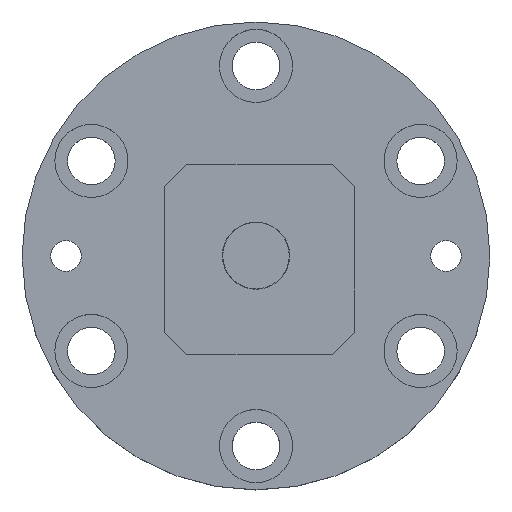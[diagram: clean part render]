
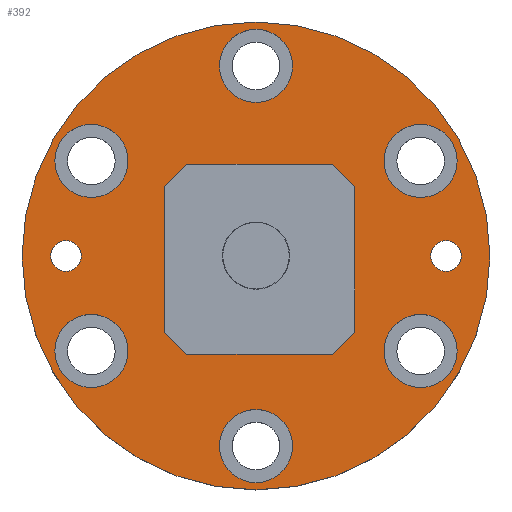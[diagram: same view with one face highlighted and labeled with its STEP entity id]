
A CAD part, top view. The second image highlights one B-rep face of the part: STEP entity #392.
In plain terms, the highlighted planar face has unit normal (0, 0, 1).
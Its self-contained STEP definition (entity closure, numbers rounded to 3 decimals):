
#392=ADVANCED_FACE('',(#847,#848,#849,#850,#851,#852,#853,#854,#855,#856),#857,.T.);
#847=FACE_BOUND('',#1399,.T.);
#848=FACE_BOUND('',#1400,.T.);
#849=FACE_BOUND('',#1401,.T.);
#850=FACE_BOUND('',#1402,.T.);
#851=FACE_BOUND('',#1403,.T.);
#852=FACE_BOUND('',#1404,.T.);
#853=FACE_BOUND('',#1405,.T.);
#854=FACE_OUTER_BOUND('',#1406,.T.);
#855=FACE_BOUND('',#1407,.T.);
#856=FACE_BOUND('',#1408,.T.);
#857=PLANE('',#1409);
#1399=EDGE_LOOP('',(#2359,#2360));
#1400=EDGE_LOOP('',(#2361,#2362));
#1401=EDGE_LOOP('',(#2363,#2364));
#1402=EDGE_LOOP('',(#2365,#2366));
#1403=EDGE_LOOP('',(#2367,#2368));
#1404=EDGE_LOOP('',(#2369,#2370));
#1405=EDGE_LOOP('',(#2371,#2372));
#1406=EDGE_LOOP('',(#2373,#2374));
#1407=EDGE_LOOP('',(#2375,#2376));
#1408=EDGE_LOOP('',(#2377,#2378));
#1409=AXIS2_PLACEMENT_3D('',#2379,#2380,#2381);
#2359=ORIENTED_EDGE('',*,*,#3228,.F.);
#2360=ORIENTED_EDGE('',*,*,#3226,.F.);
#2361=ORIENTED_EDGE('',*,*,#3147,.T.);
#2362=ORIENTED_EDGE('',*,*,#3283,.T.);
#2363=ORIENTED_EDGE('',*,*,#3137,.T.);
#2364=ORIENTED_EDGE('',*,*,#3284,.T.);
#2365=ORIENTED_EDGE('',*,*,#3127,.T.);
#2366=ORIENTED_EDGE('',*,*,#3285,.T.);
#2367=ORIENTED_EDGE('',*,*,#3117,.T.);
#2368=ORIENTED_EDGE('',*,*,#3286,.T.);
#2369=ORIENTED_EDGE('',*,*,#3107,.T.);
#2370=ORIENTED_EDGE('',*,*,#3287,.T.);
#2371=ORIENTED_EDGE('',*,*,#3097,.T.);
#2372=ORIENTED_EDGE('',*,*,#3288,.T.);
#2373=ORIENTED_EDGE('',*,*,#3074,.T.);
#2374=ORIENTED_EDGE('',*,*,#3289,.T.);
#2375=ORIENTED_EDGE('',*,*,#3152,.T.);
#2376=ORIENTED_EDGE('',*,*,#3281,.T.);
#2377=ORIENTED_EDGE('',*,*,#3157,.T.);
#2378=ORIENTED_EDGE('',*,*,#3278,.T.);
#2379=CARTESIAN_POINT('',(-45.575,0.0,0.0));
#2380=DIRECTION('',(0.0,0.0,1.0));
#2381=DIRECTION('',(-1.0,0.0,0.0));
#3074=EDGE_CURVE('',#3626,#3630,#3632,.T.);
#3097=EDGE_CURVE('',#3673,#3670,#3674,.T.);
#3107=EDGE_CURVE('',#3691,#3688,#3692,.T.);
#3117=EDGE_CURVE('',#3709,#3706,#3710,.T.);
#3127=EDGE_CURVE('',#3727,#3724,#3728,.T.);
#3137=EDGE_CURVE('',#3745,#3742,#3746,.T.);
#3147=EDGE_CURVE('',#3763,#3760,#3764,.T.);
#3152=EDGE_CURVE('',#3772,#3769,#3773,.T.);
#3157=EDGE_CURVE('',#3781,#3778,#3782,.T.);
#3226=EDGE_CURVE('',#3898,#3894,#3900,.T.);
#3228=EDGE_CURVE('',#3894,#3898,#3902,.T.);
#3278=EDGE_CURVE('',#3778,#3781,#3953,.T.);
#3281=EDGE_CURVE('',#3769,#3772,#3956,.T.);
#3283=EDGE_CURVE('',#3760,#3763,#3958,.T.);
#3284=EDGE_CURVE('',#3742,#3745,#3959,.T.);
#3285=EDGE_CURVE('',#3724,#3727,#3960,.T.);
#3286=EDGE_CURVE('',#3706,#3709,#3961,.T.);
#3287=EDGE_CURVE('',#3688,#3691,#3962,.T.);
#3288=EDGE_CURVE('',#3670,#3673,#3963,.T.);
#3289=EDGE_CURVE('',#3630,#3626,#3964,.T.);
#3626=VERTEX_POINT('',#4389);
#3630=VERTEX_POINT('',#4394);
#3632=CIRCLE('',#4397,64.0);
#3670=VERTEX_POINT('',#4443);
#3673=VERTEX_POINT('',#4447);
#3674=CIRCLE('',#4448,10.0);
#3688=VERTEX_POINT('',#4465);
#3691=VERTEX_POINT('',#4469);
#3692=CIRCLE('',#4470,10.0);
#3706=VERTEX_POINT('',#4487);
#3709=VERTEX_POINT('',#4491);
#3710=CIRCLE('',#4492,10.0);
#3724=VERTEX_POINT('',#4509);
#3727=VERTEX_POINT('',#4513);
#3728=CIRCLE('',#4514,10.0);
#3742=VERTEX_POINT('',#4531);
#3745=VERTEX_POINT('',#4535);
#3746=CIRCLE('',#4536,10.0);
#3760=VERTEX_POINT('',#4553);
#3763=VERTEX_POINT('',#4557);
#3764=CIRCLE('',#4558,10.0);
#3769=VERTEX_POINT('',#4564);
#3772=VERTEX_POINT('',#4568);
#3773=CIRCLE('',#4569,4.19);
#3778=VERTEX_POINT('',#4575);
#3781=VERTEX_POINT('',#4579);
#3782=CIRCLE('',#4580,4.19);
#3894=VERTEX_POINT('',#4721);
#3898=VERTEX_POINT('',#4726);
#3900=CIRCLE('',#4729,11.0);
#3902=CIRCLE('',#4731,11.0);
#3953=CIRCLE('',#4782,4.19);
#3956=CIRCLE('',#4785,4.19);
#3958=CIRCLE('',#4787,10.0);
#3959=CIRCLE('',#4788,10.0);
#3960=CIRCLE('',#4789,10.0);
#3961=CIRCLE('',#4790,10.0);
#3962=CIRCLE('',#4791,10.0);
#3963=CIRCLE('',#4792,10.0);
#3964=CIRCLE('',#4793,64.0);
#4389=CARTESIAN_POINT('',(-64.0,0.0,0.0));
#4394=CARTESIAN_POINT('',(64.0,0.,0.0));
#4397=AXIS2_PLACEMENT_3D('',#5271,#5272,#5273);
#4443=CARTESIAN_POINT('',(-50.033,17.34,0.0));
#4447=CARTESIAN_POINT('',(-40.033,34.66,0.0));
#4448=AXIS2_PLACEMENT_3D('',#5307,#5308,#5309);
#4465=CARTESIAN_POINT('',(-40.033,-34.66,0.0));
#4469=CARTESIAN_POINT('',(-50.033,-17.34,0.0));
#4470=AXIS2_PLACEMENT_3D('',#5323,#5324,#5325);
#4487=CARTESIAN_POINT('',(10.,-52.,0.0));
#4491=CARTESIAN_POINT('',(-10.0,-52.,0.0));
#4492=AXIS2_PLACEMENT_3D('',#5339,#5340,#5341);
#4509=CARTESIAN_POINT('',(50.033,-17.34,0.0));
#4513=CARTESIAN_POINT('',(40.033,-34.66,0.0));
#4514=AXIS2_PLACEMENT_3D('',#5355,#5356,#5357);
#4531=CARTESIAN_POINT('',(40.033,34.66,0.0));
#4535=CARTESIAN_POINT('',(50.033,17.34,0.0));
#4536=AXIS2_PLACEMENT_3D('',#5371,#5372,#5373);
#4553=CARTESIAN_POINT('',(-10.0,52.,0.0));
#4557=CARTESIAN_POINT('',(10.0,52.,0.0));
#4558=AXIS2_PLACEMENT_3D('',#5387,#5388,#5389);
#4564=CARTESIAN_POINT('',(-56.19,0.,0.0));
#4568=CARTESIAN_POINT('',(-47.81,0.,0.0));
#4569=AXIS2_PLACEMENT_3D('',#5395,#5396,#5397);
#4575=CARTESIAN_POINT('',(56.19,0.,0.0));
#4579=CARTESIAN_POINT('',(47.81,0.,0.0));
#4580=AXIS2_PLACEMENT_3D('',#5403,#5404,#5405);
#4721=CARTESIAN_POINT('',(0.0,-11.0,0.0));
#4726=CARTESIAN_POINT('',(0.,11.0,0.0));
#4729=AXIS2_PLACEMENT_3D('',#5503,#5504,#5505);
#4731=AXIS2_PLACEMENT_3D('',#5506,#5507,#5508);
#4782=AXIS2_PLACEMENT_3D('',#5587,#5588,#5589);
#4785=AXIS2_PLACEMENT_3D('',#5593,#5594,#5595);
#4787=AXIS2_PLACEMENT_3D('',#5596,#5597,#5598);
#4788=AXIS2_PLACEMENT_3D('',#5599,#5600,#5601);
#4789=AXIS2_PLACEMENT_3D('',#5602,#5603,#5604);
#4790=AXIS2_PLACEMENT_3D('',#5605,#5606,#5607);
#4791=AXIS2_PLACEMENT_3D('',#5608,#5609,#5610);
#4792=AXIS2_PLACEMENT_3D('',#5611,#5612,#5613);
#4793=AXIS2_PLACEMENT_3D('',#5614,#5615,#5616);
#5271=CARTESIAN_POINT('',(0.0,0.0,0.0));
#5272=DIRECTION('',(0.0,0.0,1.0));
#5273=DIRECTION('',(-1.0,0.0,0.0));
#5307=CARTESIAN_POINT('',(-45.033,26.0,0.0));
#5308=DIRECTION('',(-0.0,0.0,-1.0));
#5309=DIRECTION('',(-0.5,-0.866,0.0));
#5323=CARTESIAN_POINT('',(-45.033,-26.0,0.0));
#5324=DIRECTION('',(0.0,-0.0,-1.0));
#5325=DIRECTION('',(0.5,-0.866,0.0));
#5339=CARTESIAN_POINT('',(0.,-52.0,0.0));
#5340=DIRECTION('',(0.0,0.0,-1.0));
#5341=DIRECTION('',(1.0,0.,0.0));
#5355=CARTESIAN_POINT('',(45.033,-26.0,0.0));
#5356=DIRECTION('',(0.0,0.0,-1.0));
#5357=DIRECTION('',(0.5,0.866,0.0));
#5371=CARTESIAN_POINT('',(45.033,26.0,0.0));
#5372=DIRECTION('',(-0.0,0.0,-1.0));
#5373=DIRECTION('',(-0.5,0.866,0.0));
#5387=CARTESIAN_POINT('',(0.0,52.0,0.0));
#5388=DIRECTION('',(-0.0,0.0,-1.0));
#5389=DIRECTION('',(-1.0,0.,0.0));
#5395=CARTESIAN_POINT('',(-52.0,0.0,0.0));
#5396=DIRECTION('',(-0.0,0.0,-1.0));
#5397=DIRECTION('',(-1.0,0.,0.0));
#5403=CARTESIAN_POINT('',(52.0,0.,0.0));
#5404=DIRECTION('',(0.0,0.0,-1.0));
#5405=DIRECTION('',(1.0,0.,0.0));
#5503=CARTESIAN_POINT('',(0.0,0.0,0.0));
#5504=DIRECTION('',(0.0,0.0,1.0));
#5505=DIRECTION('',(0.0,-1.0,0.0));
#5506=CARTESIAN_POINT('',(0.0,0.0,0.0));
#5507=DIRECTION('',(0.0,0.0,1.0));
#5508=DIRECTION('',(0.0,-1.0,0.0));
#5587=CARTESIAN_POINT('',(52.0,0.,0.0));
#5588=DIRECTION('',(0.0,0.0,-1.0));
#5589=DIRECTION('',(1.0,0.,0.0));
#5593=CARTESIAN_POINT('',(-52.0,0.0,0.0));
#5594=DIRECTION('',(-0.0,0.0,-1.0));
#5595=DIRECTION('',(-1.0,0.,0.0));
#5596=CARTESIAN_POINT('',(0.0,52.0,0.0));
#5597=DIRECTION('',(-0.0,0.0,-1.0));
#5598=DIRECTION('',(-1.0,0.,0.0));
#5599=CARTESIAN_POINT('',(45.033,26.0,0.0));
#5600=DIRECTION('',(-0.0,0.0,-1.0));
#5601=DIRECTION('',(-0.5,0.866,0.0));
#5602=CARTESIAN_POINT('',(45.033,-26.0,0.0));
#5603=DIRECTION('',(0.0,0.0,-1.0));
#5604=DIRECTION('',(0.5,0.866,0.0));
#5605=CARTESIAN_POINT('',(0.,-52.0,0.0));
#5606=DIRECTION('',(0.0,0.0,-1.0));
#5607=DIRECTION('',(1.0,0.,0.0));
#5608=CARTESIAN_POINT('',(-45.033,-26.0,0.0));
#5609=DIRECTION('',(0.0,-0.0,-1.0));
#5610=DIRECTION('',(0.5,-0.866,0.0));
#5611=CARTESIAN_POINT('',(-45.033,26.0,0.0));
#5612=DIRECTION('',(-0.0,0.0,-1.0));
#5613=DIRECTION('',(-0.5,-0.866,0.0));
#5614=CARTESIAN_POINT('',(0.0,0.0,0.0));
#5615=DIRECTION('',(0.0,0.0,1.0));
#5616=DIRECTION('',(-1.0,0.0,0.0));
